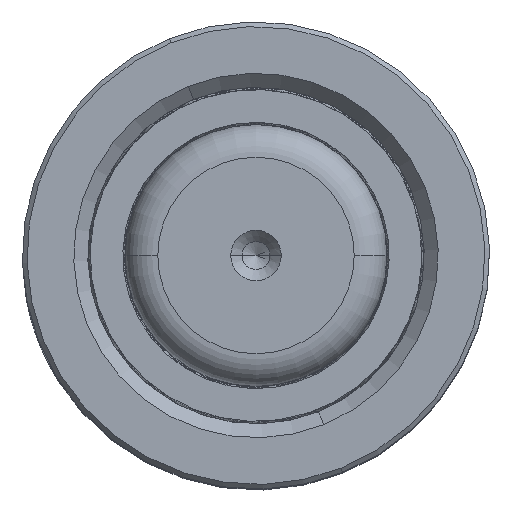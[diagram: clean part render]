
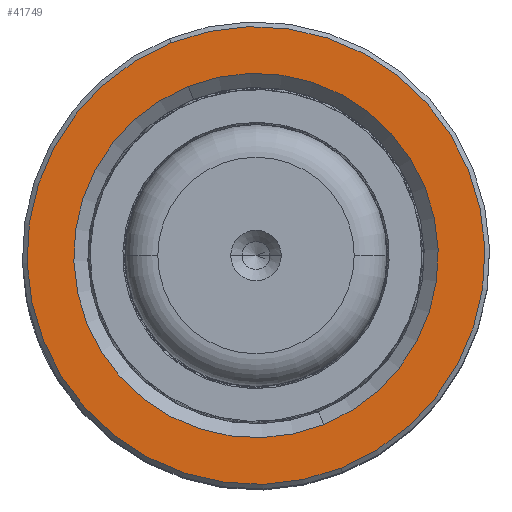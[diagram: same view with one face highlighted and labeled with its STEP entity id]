
A CAD part, top view. The second image highlights one B-rep face of the part: STEP entity #41749.
In plain terms, the highlighted planar face has unit normal (0, 0, 1).
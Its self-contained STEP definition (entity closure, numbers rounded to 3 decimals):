
#536 = DIRECTION ( 'NONE',  ( 1., 0., 0. ) ) ;
#668 = CARTESIAN_POINT ( 'NONE',  ( 0., 0., 60. ) ) ;
#1723 = CARTESIAN_POINT ( 'NONE',  ( 0., 0., 60. ) ) ;
#3212 = CARTESIAN_POINT ( 'NONE',  ( 0., 0., 60. ) ) ;
#3896 = PLANE ( 'NONE',  #27863 ) ;
#4254 = DIRECTION ( 'NONE',  ( 0., 0., -1. ) ) ;
#5635 = CIRCLE ( 'NONE', #35029, 19.5 ) ;
#8064 = CIRCLE ( 'NONE', #22649, 24.5 ) ;
#9264 = EDGE_LOOP ( 'NONE', ( #42497, #28815 ) ) ;
#9443 = CIRCLE ( 'NONE', #36202, 24.5 ) ;
#11525 = CARTESIAN_POINT ( 'NONE',  ( 24.5, 0., 60. ) ) ;
#11535 = DIRECTION ( 'NONE',  ( 0., 0., 1. ) ) ;
#12033 = EDGE_CURVE ( 'NONE', #26147, #43117, #5635, .T. ) ;
#12917 = EDGE_CURVE ( 'NONE', #19442, #17978, #8064, .T. ) ;
#12997 = ORIENTED_EDGE ( 'NONE', *, *, #34684, .T. ) ;
#14136 = ORIENTED_EDGE ( 'NONE', *, *, #12033, .T. ) ;
#14308 = FACE_OUTER_BOUND ( 'NONE', #9264, .T. ) ;
#14455 = DIRECTION ( 'NONE',  ( 0., 0., -1. ) ) ;
#16071 = CARTESIAN_POINT ( 'NONE',  ( -24.5, 0., 60. ) ) ;
#16822 = EDGE_LOOP ( 'NONE', ( #12997, #14136 ) ) ;
#17978 = VERTEX_POINT ( 'NONE', #16071 ) ;
#19442 = VERTEX_POINT ( 'NONE', #11525 ) ;
#22180 = DIRECTION ( 'NONE',  ( 0., 0., 1. ) ) ;
#22649 = AXIS2_PLACEMENT_3D ( 'NONE', #23171, #22180, #38799 ) ;
#23171 = CARTESIAN_POINT ( 'NONE',  ( 0., 0., 60. ) ) ;
#23809 = DIRECTION ( 'NONE',  ( 0., 0., 1. ) ) ;
#26147 = VERTEX_POINT ( 'NONE', #35807 ) ;
#27863 = AXIS2_PLACEMENT_3D ( 'NONE', #3212, #11535, #38554 ) ;
#28269 = EDGE_CURVE ( 'NONE', #17978, #19442, #9443, .T. ) ;
#28815 = ORIENTED_EDGE ( 'NONE', *, *, #12917, .T. ) ;
#29120 = CIRCLE ( 'NONE', #42131, 19.5 ) ;
#31429 = DIRECTION ( 'NONE',  ( 1., 0., 0. ) ) ;
#34684 = EDGE_CURVE ( 'NONE', #43117, #26147, #29120, .T. ) ;
#35029 = AXIS2_PLACEMENT_3D ( 'NONE', #668, #4254, #31429 ) ;
#35807 = CARTESIAN_POINT ( 'NONE',  ( -19.5, 0., 60. ) ) ;
#36202 = AXIS2_PLACEMENT_3D ( 'NONE', #1723, #23809, #536 ) ;
#38060 = CARTESIAN_POINT ( 'NONE',  ( 19.5, 0., 60. ) ) ;
#38554 = DIRECTION ( 'NONE',  ( 1., 0., 0. ) ) ;
#38799 = DIRECTION ( 'NONE',  ( 1., 0., 0. ) ) ;
#41160 = CARTESIAN_POINT ( 'NONE',  ( 0., 0., 60. ) ) ;
#41331 = DIRECTION ( 'NONE',  ( 1., 0., 0. ) ) ;
#41749 = ADVANCED_FACE ( 'NONE', ( #14308, #48887 ), #3896, .T. ) ;
#42131 = AXIS2_PLACEMENT_3D ( 'NONE', #41160, #14455, #41331 ) ;
#42497 = ORIENTED_EDGE ( 'NONE', *, *, #28269, .T. ) ;
#43117 = VERTEX_POINT ( 'NONE', #38060 ) ;
#48887 = FACE_BOUND ( 'NONE', #16822, .T. ) ;
